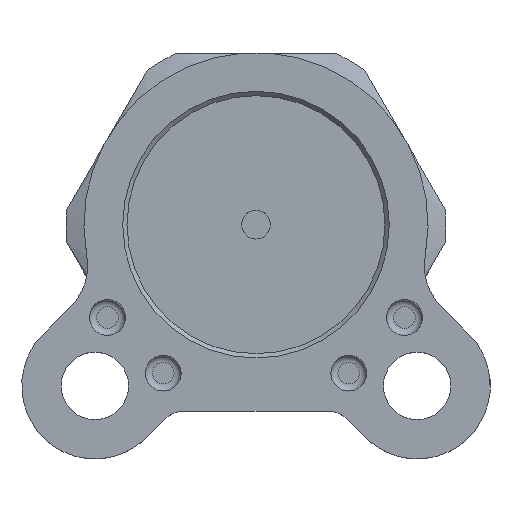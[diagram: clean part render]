
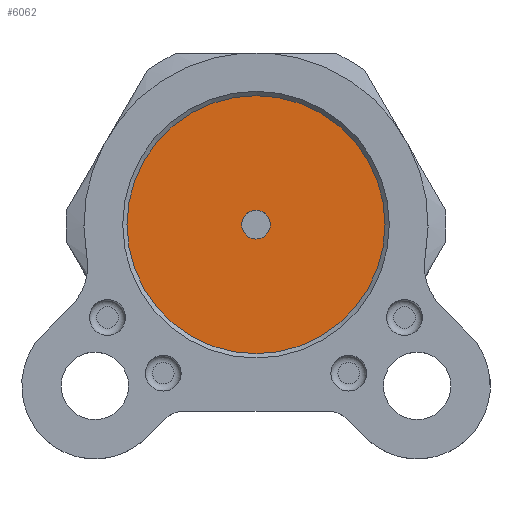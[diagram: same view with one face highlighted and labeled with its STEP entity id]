
A CAD part, top view. The second image highlights one B-rep face of the part: STEP entity #6062.
In plain terms, the highlighted planar face has unit normal (0, 0, 1).
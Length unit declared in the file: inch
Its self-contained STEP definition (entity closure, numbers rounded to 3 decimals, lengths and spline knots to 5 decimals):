
#179 = AXIS2_PLACEMENT_3D ( 'NONE', #974, #5200, #2342 ) ;
#520 = ORIENTED_EDGE ( 'NONE', *, *, #2540, .F. ) ;
#762 = DIRECTION ( 'NONE',  ( 1., 0., 0. ) ) ;
#772 = CIRCLE ( 'NONE', #4240, 0.35433 ) ;
#792 = CARTESIAN_POINT ( 'NONE',  ( 0., 0., 1.18898 ) ) ;
#974 = CARTESIAN_POINT ( 'NONE',  ( 0., 0., 1.18898 ) ) ;
#1072 = ORIENTED_EDGE ( 'NONE', *, *, #4600, .F. ) ;
#1099 = VERTEX_POINT ( 'NONE', #2994 ) ;
#1279 = CIRCLE ( 'NONE', #179, 0.03937 ) ;
#1427 = AXIS2_PLACEMENT_3D ( 'NONE', #4703, #4232, #2402 ) ;
#1880 = FACE_OUTER_BOUND ( 'NONE', #4745, .T. ) ;
#2157 = DIRECTION ( 'NONE',  ( 0., 0., -1. ) ) ;
#2275 = CARTESIAN_POINT ( 'NONE',  ( 0.03937, 0., 1.18898 ) ) ;
#2342 = DIRECTION ( 'NONE',  ( 1., 0., 0. ) ) ;
#2402 = DIRECTION ( 'NONE',  ( -1., 0., 0. ) ) ;
#2540 = EDGE_CURVE ( 'NONE', #1099, #1099, #772, .T. ) ;
#2994 = CARTESIAN_POINT ( 'NONE',  ( 0.35433, 0., 1.18898 ) ) ;
#3829 = FACE_BOUND ( 'NONE', #4871, .T. ) ;
#4232 = DIRECTION ( 'NONE',  ( 0., 0., -1. ) ) ;
#4240 = AXIS2_PLACEMENT_3D ( 'NONE', #792, #2157, #762 ) ;
#4600 = EDGE_CURVE ( 'NONE', #5043, #5043, #1279, .T. ) ;
#4703 = CARTESIAN_POINT ( 'NONE',  ( 0., 0., 1.18898 ) ) ;
#4745 = EDGE_LOOP ( 'NONE', ( #520 ) ) ;
#4871 = EDGE_LOOP ( 'NONE', ( #1072 ) ) ;
#5043 = VERTEX_POINT ( 'NONE', #2275 ) ;
#5200 = DIRECTION ( 'NONE',  ( 0., 0., 1. ) ) ;
#5720 = PLANE ( 'NONE',  #1427 ) ;
#6062 = ADVANCED_FACE ( 'NONE', ( #3829, #1880 ), #5720, .F. ) ;
